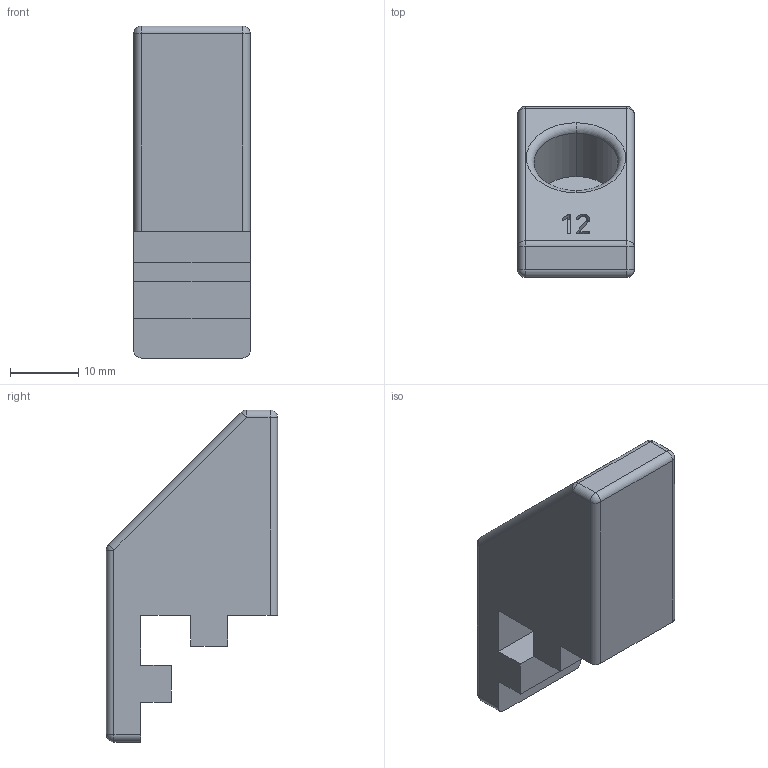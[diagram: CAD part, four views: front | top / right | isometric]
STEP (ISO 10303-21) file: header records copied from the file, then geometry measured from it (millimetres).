
FILE_DESCRIPTION (( 'STEP AP203' ), '1' );
FILE_NAME ('ô12.STEP', '2025-11-05T06:16:29', ( '' ), ( '' ), 'SwSTEP 2.0', 'SolidWorks 2025', '' );
FILE_SCHEMA (( 'CONFIG_CONTROL_DESIGN' ));
Length unit declared in the file: millimetre
Products named in the file (1): ф12
Bounding box: 17 x 25 x 48.5 mm (x, y, z)
Volume: 10486.2 mm3; surface area: 4271.3 mm2
Topology: 1 solids, 1 shells, 74 faces, 189 edges, 112 vertices
Faces by surface type: plane 28, bspline 20, cylinder 16, sphere 8, torus 2
Entity records: 2842 total; most frequent: CARTESIAN_POINT 1140, ORIENTED_EDGE 362, DIRECTION 287, EDGE_CURVE 181, VERTEX_POINT 112, LINE 105, VECTOR 105, AXIS2_PLACEMENT_3D 91
